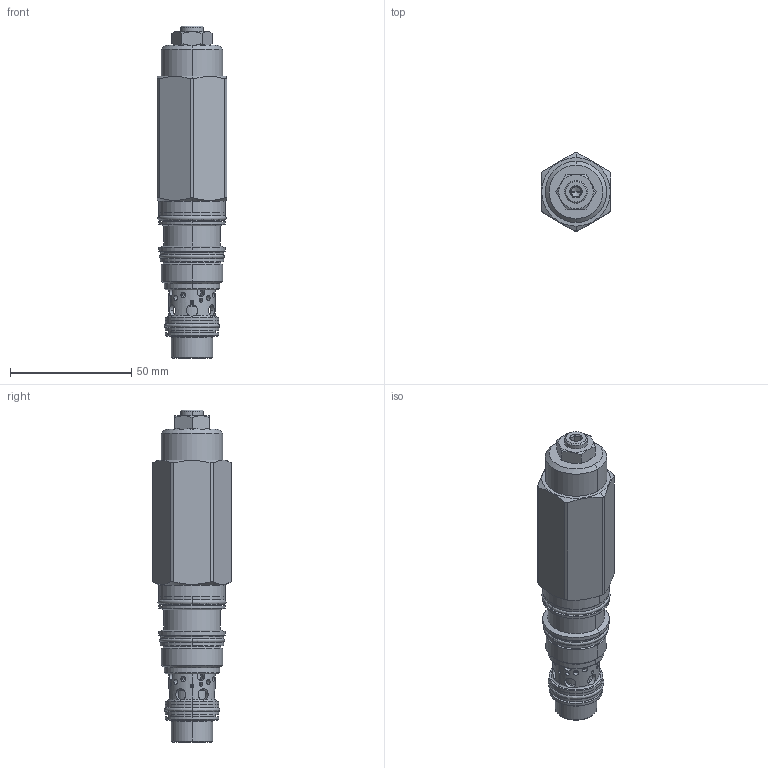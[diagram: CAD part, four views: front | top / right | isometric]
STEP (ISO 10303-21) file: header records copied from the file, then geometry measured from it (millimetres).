
FILE_DESCRIPTION((''),'2;1');
FILE_NAME('MBEA-LHN_PRT','2015-03-04T',('Administrator'),(''),'PRO/ENGINEER BY PARAMETRIC TECHNOLOGY CORPORATION, 2006240','PRO/ENGINEER BY PARAMETRIC TECHNOLOGY CORPORATION, 2006240','');
FILE_SCHEMA(('CONFIG_CONTROL_DESIGN'));
Length unit declared in the file: inch
Products named in the file (1): MBEA-LHN_PRT
Bounding box: 28.57 x 32.21 x 136.77 mm (x, y, z)
Volume: 67108.9 mm3; surface area: 19156.4 mm2
Topology: 5 solids, 6 shells, 365 faces, 934 edges, 571 vertices
Faces by surface type: cylinder 182, cone 64, plane 59, torus 48, revolution 12
Entity records: 15356 total; most frequent: CARTESIAN_POINT 6610, ORIENTED_EDGE 1848, DIRECTION 1734, EDGE_CURVE 924, AXIS2_PLACEMENT_3D 719, VERTEX_POINT 567, EDGE_LOOP 467, CIRCLE 366
